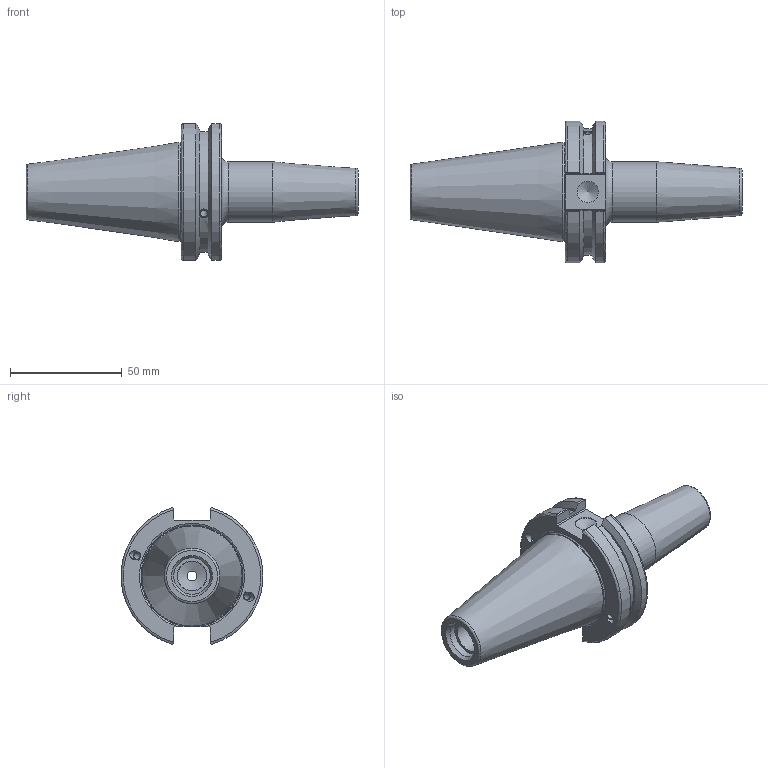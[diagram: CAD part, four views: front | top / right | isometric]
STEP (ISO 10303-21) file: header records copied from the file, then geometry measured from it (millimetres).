
FILE_DESCRIPTION(/* description */ (''),/* implementation_level */ '2;1');
FILE_NAME(/* name */ 'VB024.stp',/* time_stamp */ '2022-08-24T09:37:10+09:00',/* author */ ('eos'),/* organization */ (''),/* preprocessor_version */ 'ST-DEVELOPER v18.1',/* originating_system */ 'Autodesk Inventor 2022',/* authorisation */ '');
FILE_SCHEMA (('AUTOMOTIVE_DESIGN { 1 0 10303 214 3 1 1 }'));
Length unit declared in the file: millimetre
Products named in the file (1): CAT50
Bounding box: 148.25 x 63.26 x 61.09 mm (x, y, z)
Volume: 131790.6 mm3; surface area: 26937.4 mm2
Topology: 1 solids, 1 shells, 89 faces, 240 edges, 156 vertices
Faces by surface type: plane 38, cylinder 29, cone 14, torus 8
Full cylindrical faces by diameter (mm): 3.242 x8, 4 x2, 4.2 x2, 4.3 x1, 6.35 x1, 7.55 x1, 9.525 x1, 13 x1, 13.386 x1, 16.3 x1, 27 x1, 43.8 x1
Entity records: 3053 total; most frequent: CARTESIAN_POINT 791, ORIENTED_EDGE 474, DIRECTION 462, EDGE_CURVE 237, AXIS2_PLACEMENT_3D 183, VERTEX_POINT 156, EDGE_LOOP 105, LINE 96
